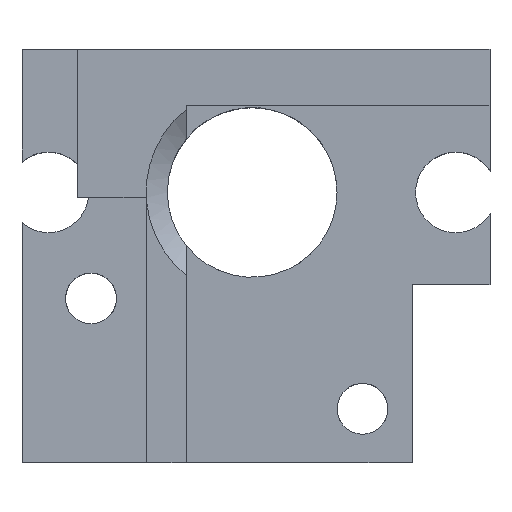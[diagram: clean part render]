
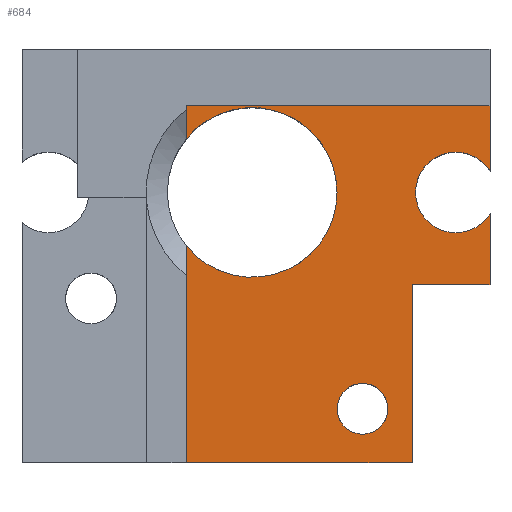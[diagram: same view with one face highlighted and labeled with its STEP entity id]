
A CAD part, top view. The second image highlights one B-rep face of the part: STEP entity #684.
In plain terms, the highlighted planar face has unit normal (0, 0, 1).
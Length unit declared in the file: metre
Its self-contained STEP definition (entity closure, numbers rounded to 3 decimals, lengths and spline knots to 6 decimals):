
#23=PLANE('',#736);
#47=CIRCLE('',#735,0.00095);
#48=CIRCLE('',#737,0.0006);
#49=CIRCLE('',#738,0.002);
#74=ORIENTED_EDGE('',*,*,#264,.T.);
#75=ORIENTED_EDGE('',*,*,#265,.F.);
#76=ORIENTED_EDGE('',*,*,#263,.T.);
#77=ORIENTED_EDGE('',*,*,#266,.F.);
#78=ORIENTED_EDGE('',*,*,#267,.T.);
#79=ORIENTED_EDGE('',*,*,#268,.T.);
#80=ORIENTED_EDGE('',*,*,#269,.T.);
#81=ORIENTED_EDGE('',*,*,#270,.T.);
#82=ORIENTED_EDGE('',*,*,#271,.T.);
#83=ORIENTED_EDGE('',*,*,#272,.T.);
#84=ORIENTED_EDGE('',*,*,#273,.T.);
#263=EDGE_CURVE('',#356,#358,#47,.T.);
#264=EDGE_CURVE('',#359,#359,#48,.T.);
#265=EDGE_CURVE('',#356,#360,#426,.T.);
#266=EDGE_CURVE('',#361,#358,#427,.T.);
#267=EDGE_CURVE('',#361,#362,#428,.T.);
#268=EDGE_CURVE('',#362,#363,#429,.T.);
#269=EDGE_CURVE('',#363,#364,#49,.T.);
#270=EDGE_CURVE('',#364,#365,#430,.T.);
#271=EDGE_CURVE('',#365,#366,#431,.T.);
#272=EDGE_CURVE('',#366,#367,#432,.T.);
#273=EDGE_CURVE('',#367,#360,#433,.T.);
#356=VERTEX_POINT('',#983);
#358=VERTEX_POINT('',#987);
#359=VERTEX_POINT('',#991);
#360=VERTEX_POINT('',#993);
#361=VERTEX_POINT('',#995);
#362=VERTEX_POINT('',#997);
#363=VERTEX_POINT('',#999);
#364=VERTEX_POINT('',#1001);
#365=VERTEX_POINT('',#1003);
#366=VERTEX_POINT('',#1005);
#367=VERTEX_POINT('',#1007);
#426=LINE('',#992,#487);
#427=LINE('',#994,#488);
#428=LINE('',#996,#489);
#429=LINE('',#998,#490);
#430=LINE('',#1002,#491);
#431=LINE('',#1004,#492);
#432=LINE('',#1006,#493);
#433=LINE('',#1008,#494);
#487=VECTOR('',#808,1.);
#488=VECTOR('',#809,1.);
#489=VECTOR('',#810,1.);
#490=VECTOR('',#811,1.);
#491=VECTOR('',#814,1.);
#492=VECTOR('',#815,1.);
#493=VECTOR('',#816,1.);
#494=VECTOR('',#817,1.);
#547=EDGE_LOOP('',(#74));
#548=EDGE_LOOP('',(#75,#76,#77,#78,#79,#80,#81,#82,#83,#84));
#609=FACE_BOUND('',#547,.T.);
#610=FACE_BOUND('',#548,.T.);
#684=ADVANCED_FACE('',(#609,#610),#23,.T.);
#735=AXIS2_PLACEMENT_3D('',#988,#802,#803);
#736=AXIS2_PLACEMENT_3D('',#989,#804,#805);
#737=AXIS2_PLACEMENT_3D('',#990,#806,#807);
#738=AXIS2_PLACEMENT_3D('',#1000,#812,#813);
#802=DIRECTION('',(0.,0.,-1.));
#803=DIRECTION('',(1.,0.,0.));
#804=DIRECTION('',(0.,0.,1.));
#805=DIRECTION('',(1.,0.,0.));
#806=DIRECTION('',(0.,0.,-1.));
#807=DIRECTION('',(1.,0.,0.));
#808=DIRECTION('',(0.,-1.,0.));
#809=DIRECTION('',(0.,-1.,0.));
#810=DIRECTION('',(-1.,0.,0.));
#811=DIRECTION('',(0.,-1.,0.));
#812=DIRECTION('',(0.,0.,-1.));
#813=DIRECTION('',(1.,0.,0.));
#814=DIRECTION('',(0.,-1.,0.));
#815=DIRECTION('',(1.,0.,0.));
#816=DIRECTION('',(0.,1.,0.));
#817=DIRECTION('',(1.,0.,0.));
#983=CARTESIAN_POINT('',(0.005605,-0.000504,0.0032));
#987=CARTESIAN_POINT('',(0.005605,0.000504,0.0032));
#988=CARTESIAN_POINT('',(0.0048,0.,0.0032));
#989=CARTESIAN_POINT('',(0.00009,-0.001498,0.0032));
#990=CARTESIAN_POINT('',(0.0026,-0.0051,0.0032));
#991=CARTESIAN_POINT('',(0.0032,-0.0051,0.0032));
#992=CARTESIAN_POINT('',(0.005605,0.002043,0.0032));
#993=CARTESIAN_POINT('',(0.005605,-0.002175,0.0032));
#994=CARTESIAN_POINT('',(0.005605,-0.001498,0.0032));
#995=CARTESIAN_POINT('',(0.005605,0.002043,0.0032));
#996=CARTESIAN_POINT('',(-0.000732,0.002043,0.0032));
#997=CARTESIAN_POINT('',(-0.001554,0.002043,0.0032));
#998=CARTESIAN_POINT('',(-0.001554,-0.001498,0.0032));
#999=CARTESIAN_POINT('',(-0.001554,0.001259,0.0032));
#1000=CARTESIAN_POINT('',(0.,0.,0.0032));
#1001=CARTESIAN_POINT('',(-0.001554,-0.001259,0.0032));
#1002=CARTESIAN_POINT('',(-0.001554,-0.001498,0.0032));
#1003=CARTESIAN_POINT('',(-0.001554,-0.006372,0.0032));
#1004=CARTESIAN_POINT('',(0.005605,-0.006372,0.0032));
#1005=CARTESIAN_POINT('',(0.003771,-0.006372,0.0032));
#1006=CARTESIAN_POINT('',(0.003771,-0.006372,0.0032));
#1007=CARTESIAN_POINT('',(0.003771,-0.002175,0.0032));
#1008=CARTESIAN_POINT('',(0.003771,-0.002175,0.0032));
